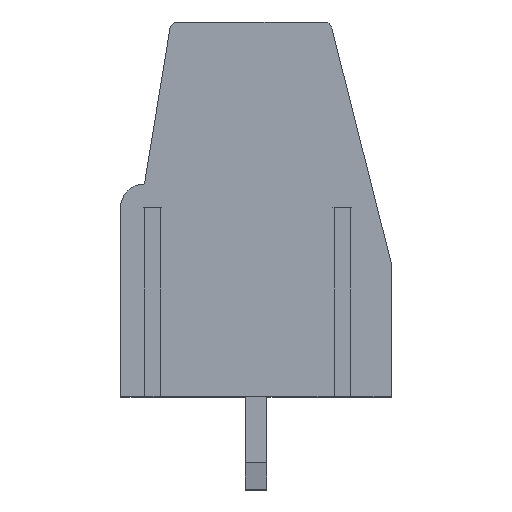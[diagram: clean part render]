
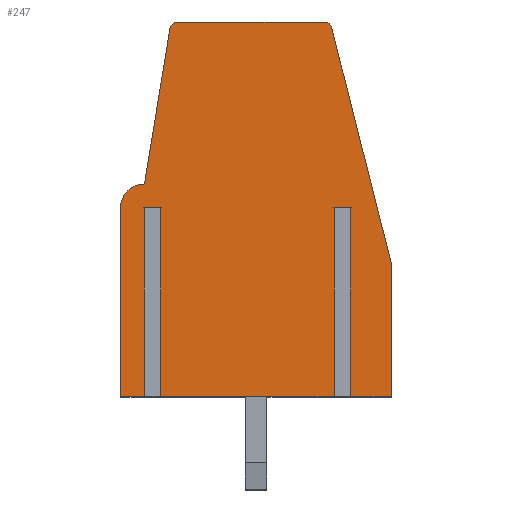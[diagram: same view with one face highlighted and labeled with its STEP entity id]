
A CAD part, top view. The second image highlights one B-rep face of the part: STEP entity #247.
In plain terms, the highlighted planar face has unit normal (0, 0, 1).
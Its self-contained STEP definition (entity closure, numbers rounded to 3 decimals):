
#14 = CARTESIAN_POINT ( 'NONE',  ( 2.155, 13.8, -2.54 ) ) ;
#42 = VECTOR ( 'NONE', #3384, 1000. ) ;
#43 = VECTOR ( 'NONE', #3489, 1000. ) ;
#105 = ORIENTED_EDGE ( 'NONE', *, *, #1261, .T. ) ;
#111 = CARTESIAN_POINT ( 'NONE',  ( 10.2, 5., -2.54 ) ) ;
#135 = VERTEX_POINT ( 'NONE', #2784 ) ;
#136 = CARTESIAN_POINT ( 'NONE',  ( 10.2, 5., -2.54 ) ) ;
#137 = CARTESIAN_POINT ( 'NONE',  ( 10.2, 0., -2.54 ) ) ;
#141 = DIRECTION ( 'NONE',  ( -1., 0., 0. ) ) ;
#147 = AXIS2_PLACEMENT_3D ( 'NONE', #2726, #1025, #2387 ) ;
#172 = LINE ( 'NONE', #3230, #2008 ) ;
#206 = VECTOR ( 'NONE', #269, 1000. ) ;
#207 = LINE ( 'NONE', #3468, #472 ) ;
#212 = DIRECTION ( 'NONE',  ( -1., 0., 0. ) ) ;
#247 = ADVANCED_FACE ( 'NONE', ( #1007 ), #722, .F. ) ;
#258 = CIRCLE ( 'NONE', #147, 0.9 ) ;
#266 = VECTOR ( 'NONE', #3147, 1000. ) ;
#269 = DIRECTION ( 'NONE',  ( 0.245, -0.97, 0. ) ) ;
#362 = LINE ( 'NONE', #111, #2302 ) ;
#435 = VERTEX_POINT ( 'NONE', #656 ) ;
#455 = ORIENTED_EDGE ( 'NONE', *, *, #3381, .F. ) ;
#472 = VECTOR ( 'NONE', #2097, 1000. ) ;
#556 = EDGE_LOOP ( 'NONE', ( #720, #3322, #728, #3304, #1803, #1172, #1832, #2631, #2951, #1029, #2725, #105, #455, #1650, #2886, #2715, #680 ) ) ;
#600 = LINE ( 'NONE', #2849, #42 ) ;
#639 = VERTEX_POINT ( 'NONE', #136 ) ;
#656 = CARTESIAN_POINT ( 'NONE',  ( 8.04, 7.1, -2.54 ) ) ;
#680 = ORIENTED_EDGE ( 'NONE', *, *, #2883, .F. ) ;
#720 = ORIENTED_EDGE ( 'NONE', *, *, #2681, .F. ) ;
#722 = PLANE ( 'NONE',  #2363 ) ;
#728 = ORIENTED_EDGE ( 'NONE', *, *, #3056, .F. ) ;
#738 = CARTESIAN_POINT ( 'NONE',  ( 8.66, 7.1, -2.54 ) ) ;
#764 = VECTOR ( 'NONE', #141, 1000. ) ;
#768 = EDGE_CURVE ( 'NONE', #2516, #2689, #258, .T. ) ;
#831 = CARTESIAN_POINT ( 'NONE',  ( 0., 7.1, -2.54 ) ) ;
#848 = CARTESIAN_POINT ( 'NONE',  ( 10.2, 0., -2.54 ) ) ;
#860 = EDGE_CURVE ( 'NONE', #2039, #1977, #3088, .T. ) ;
#865 = VECTOR ( 'NONE', #1072, 1000. ) ;
#890 = VECTOR ( 'NONE', #1107, 1000. ) ;
#891 = VECTOR ( 'NONE', #212, 1000. ) ;
#1007 = FACE_OUTER_BOUND ( 'NONE', #556, .T. ) ;
#1025 = DIRECTION ( 'NONE',  ( 0., 0., -1. ) ) ;
#1029 = ORIENTED_EDGE ( 'NONE', *, *, #2652, .T. ) ;
#1048 = VERTEX_POINT ( 'NONE', #2074 ) ;
#1072 = DIRECTION ( 'NONE',  ( -1., 0., 0. ) ) ;
#1078 = CARTESIAN_POINT ( 'NONE',  ( 8.66, 0., -2.54 ) ) ;
#1107 = DIRECTION ( 'NONE',  ( 0., -1., 0. ) ) ;
#1119 = AXIS2_PLACEMENT_3D ( 'NONE', #3527, #3177, #1794 ) ;
#1172 = ORIENTED_EDGE ( 'NONE', *, *, #3095, .T. ) ;
#1181 = LINE ( 'NONE', #2810, #1708 ) ;
#1192 = EDGE_CURVE ( 'NONE', #435, #2444, #172, .T. ) ;
#1200 = EDGE_CURVE ( 'NONE', #1861, #435, #2139, .T. ) ;
#1234 = CIRCLE ( 'NONE', #1339, 0.3 ) ;
#1261 = EDGE_CURVE ( 'NONE', #2620, #1048, #1234, .T. ) ;
#1287 = DIRECTION ( 'NONE',  ( -1., 0., 0. ) ) ;
#1302 = CARTESIAN_POINT ( 'NONE',  ( 0.9, 7.1, -2.54 ) ) ;
#1339 = AXIS2_PLACEMENT_3D ( 'NONE', #14, #3346, #3395 ) ;
#1546 = DIRECTION ( 'NONE',  ( 0., -1., 0. ) ) ;
#1548 = CARTESIAN_POINT ( 'NONE',  ( 1.51, 7.1, -2.54 ) ) ;
#1607 = EDGE_CURVE ( 'NONE', #2153, #2516, #3375, .T. ) ;
#1636 = CARTESIAN_POINT ( 'NONE',  ( 0., 0., -2.54 ) ) ;
#1650 = ORIENTED_EDGE ( 'NONE', *, *, #768, .F. ) ;
#1658 = CARTESIAN_POINT ( 'NONE',  ( 7.666, 14.1, -2.54 ) ) ;
#1673 = EDGE_CURVE ( 'NONE', #2529, #1887, #2917, .T. ) ;
#1708 = VECTOR ( 'NONE', #3135, 1000. ) ;
#1756 = CARTESIAN_POINT ( 'NONE',  ( 7.957, 13.874, -2.54 ) ) ;
#1770 = VECTOR ( 'NONE', #2272, 1000. ) ;
#1794 = DIRECTION ( 'NONE',  ( -1., 0., 0. ) ) ;
#1803 = ORIENTED_EDGE ( 'NONE', *, *, #1200, .F. ) ;
#1832 = ORIENTED_EDGE ( 'NONE', *, *, #1673, .F. ) ;
#1861 = VERTEX_POINT ( 'NONE', #3266 ) ;
#1872 = LINE ( 'NONE', #3259, #2601 ) ;
#1887 = VERTEX_POINT ( 'NONE', #1078 ) ;
#1977 = VERTEX_POINT ( 'NONE', #2336 ) ;
#2008 = VECTOR ( 'NONE', #3483, 1000. ) ;
#2027 = CARTESIAN_POINT ( 'NONE',  ( 2.155, 14.1, -2.54 ) ) ;
#2039 = VERTEX_POINT ( 'NONE', #1548 ) ;
#2074 = CARTESIAN_POINT ( 'NONE',  ( 1.859, 13.849, -2.54 ) ) ;
#2097 = DIRECTION ( 'NONE',  ( 0.162, 0.987, 0. ) ) ;
#2135 = CARTESIAN_POINT ( 'NONE',  ( 8.04, 0., -2.54 ) ) ;
#2138 = EDGE_CURVE ( 'NONE', #135, #2153, #2420, .T. ) ;
#2139 = LINE ( 'NONE', #738, #891 ) ;
#2153 = VERTEX_POINT ( 'NONE', #1636 ) ;
#2178 = LINE ( 'NONE', #3308, #890 ) ;
#2197 = CARTESIAN_POINT ( 'NONE',  ( 1.51, 66.33, -2.54 ) ) ;
#2215 = VERTEX_POINT ( 'NONE', #1756 ) ;
#2272 = DIRECTION ( 'NONE',  ( 0., -1., 0. ) ) ;
#2302 = VECTOR ( 'NONE', #3431, 1000. ) ;
#2324 = CARTESIAN_POINT ( 'NONE',  ( 0., 0., -2.54 ) ) ;
#2334 = CARTESIAN_POINT ( 'NONE',  ( 0.89, 7.1, -2.54 ) ) ;
#2336 = CARTESIAN_POINT ( 'NONE',  ( 1.51, 0., -2.54 ) ) ;
#2347 = EDGE_CURVE ( 'NONE', #639, #2529, #362, .T. ) ;
#2363 = AXIS2_PLACEMENT_3D ( 'NONE', #1302, #2960, #1287 ) ;
#2387 = DIRECTION ( 'NONE',  ( 1., 0., 0. ) ) ;
#2420 = LINE ( 'NONE', #3046, #865 ) ;
#2444 = VERTEX_POINT ( 'NONE', #2135 ) ;
#2516 = VERTEX_POINT ( 'NONE', #831 ) ;
#2529 = VERTEX_POINT ( 'NONE', #848 ) ;
#2601 = VECTOR ( 'NONE', #1546, 1000. ) ;
#2620 = VERTEX_POINT ( 'NONE', #2027 ) ;
#2631 = ORIENTED_EDGE ( 'NONE', *, *, #2347, .F. ) ;
#2632 = CARTESIAN_POINT ( 'NONE',  ( 1.51, 7.1, -2.54 ) ) ;
#2652 = EDGE_CURVE ( 'NONE', #2215, #3187, #3567, .T. ) ;
#2681 = EDGE_CURVE ( 'NONE', #2039, #3001, #2861, .T. ) ;
#2689 = VERTEX_POINT ( 'NONE', #3072 ) ;
#2715 = ORIENTED_EDGE ( 'NONE', *, *, #2138, .F. ) ;
#2725 = ORIENTED_EDGE ( 'NONE', *, *, #3340, .F. ) ;
#2726 = CARTESIAN_POINT ( 'NONE',  ( 0.9, 7.1, -2.54 ) ) ;
#2758 = LINE ( 'NONE', #3362, #206 ) ;
#2784 = CARTESIAN_POINT ( 'NONE',  ( 0.89, 0., -2.54 ) ) ;
#2810 = CARTESIAN_POINT ( 'NONE',  ( 1.9, 14.1, -2.54 ) ) ;
#2849 = CARTESIAN_POINT ( 'NONE',  ( 10.2, 0., -2.54 ) ) ;
#2861 = LINE ( 'NONE', #2632, #764 ) ;
#2883 = EDGE_CURVE ( 'NONE', #3001, #135, #2178, .T. ) ;
#2886 = ORIENTED_EDGE ( 'NONE', *, *, #1607, .F. ) ;
#2917 = LINE ( 'NONE', #137, #43 ) ;
#2951 = ORIENTED_EDGE ( 'NONE', *, *, #3206, .F. ) ;
#2960 = DIRECTION ( 'NONE',  ( 0., 0., -1. ) ) ;
#3001 = VERTEX_POINT ( 'NONE', #2334 ) ;
#3046 = CARTESIAN_POINT ( 'NONE',  ( 10.2, 0., -2.54 ) ) ;
#3056 = EDGE_CURVE ( 'NONE', #2444, #1977, #600, .T. ) ;
#3072 = CARTESIAN_POINT ( 'NONE',  ( 0.9, 8., -2.54 ) ) ;
#3088 = LINE ( 'NONE', #2197, #1770 ) ;
#3095 = EDGE_CURVE ( 'NONE', #1861, #1887, #1872, .T. ) ;
#3135 = DIRECTION ( 'NONE',  ( 1., 0., 0. ) ) ;
#3147 = DIRECTION ( 'NONE',  ( 0., 1., 0. ) ) ;
#3177 = DIRECTION ( 'NONE',  ( 0., 0., 1. ) ) ;
#3187 = VERTEX_POINT ( 'NONE', #1658 ) ;
#3206 = EDGE_CURVE ( 'NONE', #2215, #639, #2758, .T. ) ;
#3230 = CARTESIAN_POINT ( 'NONE',  ( 8.04, 66.33, -2.54 ) ) ;
#3259 = CARTESIAN_POINT ( 'NONE',  ( 8.66, 66.33, -2.54 ) ) ;
#3266 = CARTESIAN_POINT ( 'NONE',  ( 8.66, 7.1, -2.54 ) ) ;
#3304 = ORIENTED_EDGE ( 'NONE', *, *, #1192, .F. ) ;
#3308 = CARTESIAN_POINT ( 'NONE',  ( 0.89, 66.33, -2.54 ) ) ;
#3322 = ORIENTED_EDGE ( 'NONE', *, *, #860, .T. ) ;
#3340 = EDGE_CURVE ( 'NONE', #2620, #3187, #1181, .T. ) ;
#3346 = DIRECTION ( 'NONE',  ( 0., 0., 1. ) ) ;
#3362 = CARTESIAN_POINT ( 'NONE',  ( 7.9, 14.1, -2.54 ) ) ;
#3375 = LINE ( 'NONE', #2324, #266 ) ;
#3381 = EDGE_CURVE ( 'NONE', #2689, #1048, #207, .T. ) ;
#3384 = DIRECTION ( 'NONE',  ( -1., 0., 0. ) ) ;
#3395 = DIRECTION ( 'NONE',  ( -1., 0., 0. ) ) ;
#3431 = DIRECTION ( 'NONE',  ( 0., -1., 0. ) ) ;
#3468 = CARTESIAN_POINT ( 'NONE',  ( 0.9, 8., -2.54 ) ) ;
#3483 = DIRECTION ( 'NONE',  ( 0., -1., 0. ) ) ;
#3489 = DIRECTION ( 'NONE',  ( -1., 0., 0. ) ) ;
#3527 = CARTESIAN_POINT ( 'NONE',  ( 7.666, 13.8, -2.54 ) ) ;
#3567 = CIRCLE ( 'NONE', #1119, 0.3 ) ;
